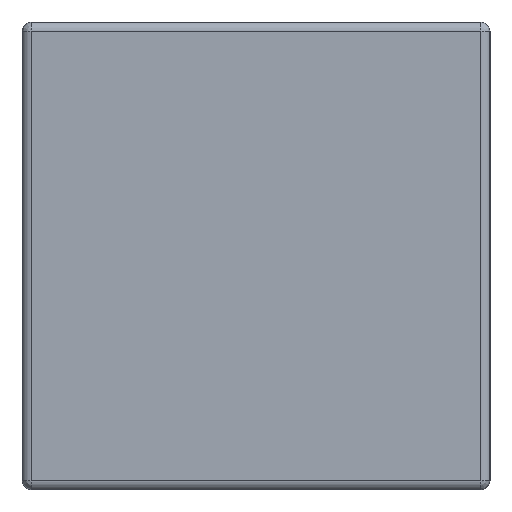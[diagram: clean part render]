
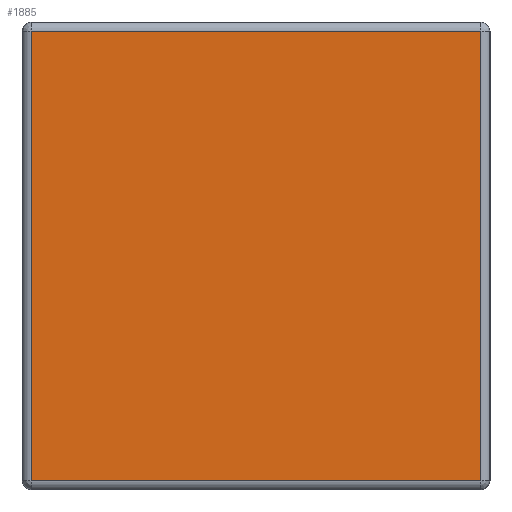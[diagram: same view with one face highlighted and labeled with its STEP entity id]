
A CAD part, left-side view. The second image highlights one B-rep face of the part: STEP entity #1885.
In plain terms, the highlighted planar face has unit normal (-1, 0, 0).
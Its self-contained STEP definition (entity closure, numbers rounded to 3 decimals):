
#76 = VECTOR ( 'NONE', #1327, 1000. ) ;
#130 = EDGE_CURVE ( 'NONE', #1230, #470, #1693, .T. ) ;
#151 = VERTEX_POINT ( 'NONE', #871 ) ;
#208 = ORIENTED_EDGE ( 'NONE', *, *, #1011, .F. ) ;
#237 = CARTESIAN_POINT ( 'NONE',  ( 0., 0.5, 0. ) ) ;
#260 = CARTESIAN_POINT ( 'NONE',  ( 0., 0.01, 0. ) ) ;
#279 = AXIS2_PLACEMENT_3D ( 'NONE', #237, #1306, #408 ) ;
#408 = DIRECTION ( 'NONE',  ( 0., 0., -1. ) ) ;
#424 = LINE ( 'NONE', #1127, #1182 ) ;
#445 = ORIENTED_EDGE ( 'NONE', *, *, #130, .F. ) ;
#461 = FACE_OUTER_BOUND ( 'NONE', #739, .T. ) ;
#470 = VERTEX_POINT ( 'NONE', #1628 ) ;
#496 = EDGE_CURVE ( 'NONE', #470, #151, #619, .T. ) ;
#529 = CARTESIAN_POINT ( 'NONE',  ( 0., 0.5, -0.49 ) ) ;
#619 = LINE ( 'NONE', #529, #1487 ) ;
#646 = ORIENTED_EDGE ( 'NONE', *, *, #1517, .F. ) ;
#685 = DIRECTION ( 'NONE',  ( 0., 1., 0. ) ) ;
#739 = EDGE_LOOP ( 'NONE', ( #646, #208, #1675, #445 ) ) ;
#871 = CARTESIAN_POINT ( 'NONE',  ( 0., 0.49, -0.49 ) ) ;
#1011 = EDGE_CURVE ( 'NONE', #151, #1947, #424, .T. ) ;
#1044 = VECTOR ( 'NONE', #1952, 1000. ) ;
#1127 = CARTESIAN_POINT ( 'NONE',  ( 0., 0.49, 0. ) ) ;
#1182 = VECTOR ( 'NONE', #1415, 1000. ) ;
#1230 = VERTEX_POINT ( 'NONE', #1267 ) ;
#1267 = CARTESIAN_POINT ( 'NONE',  ( 0., 0.01, -0.01 ) ) ;
#1306 = DIRECTION ( 'NONE',  ( 1., 0., 0. ) ) ;
#1327 = DIRECTION ( 'NONE',  ( 0., 0., -1. ) ) ;
#1415 = DIRECTION ( 'NONE',  ( 0., 0., 1. ) ) ;
#1487 = VECTOR ( 'NONE', #685, 1000. ) ;
#1517 = EDGE_CURVE ( 'NONE', #1947, #1230, #1842, .T. ) ;
#1603 = PLANE ( 'NONE',  #279 ) ;
#1616 = CARTESIAN_POINT ( 'NONE',  ( 0., 0.49, -0.01 ) ) ;
#1628 = CARTESIAN_POINT ( 'NONE',  ( 0., 0.01, -0.49 ) ) ;
#1675 = ORIENTED_EDGE ( 'NONE', *, *, #496, .F. ) ;
#1693 = LINE ( 'NONE', #260, #76 ) ;
#1790 = CARTESIAN_POINT ( 'NONE',  ( 0., 0.5, -0.01 ) ) ;
#1842 = LINE ( 'NONE', #1790, #1044 ) ;
#1885 = ADVANCED_FACE ( 'NONE', ( #461 ), #1603, .F. ) ;
#1947 = VERTEX_POINT ( 'NONE', #1616 ) ;
#1952 = DIRECTION ( 'NONE',  ( 0., -1., 0. ) ) ;
